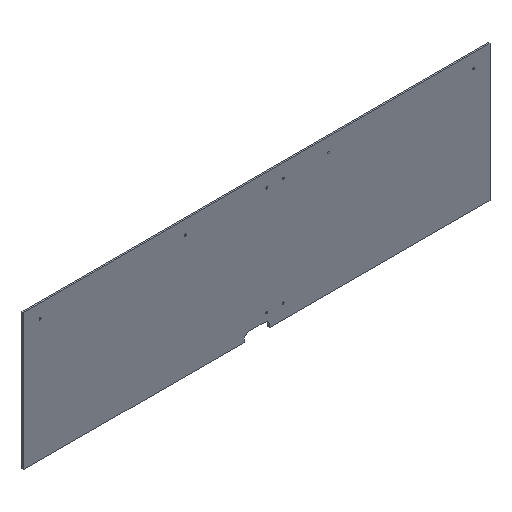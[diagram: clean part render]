
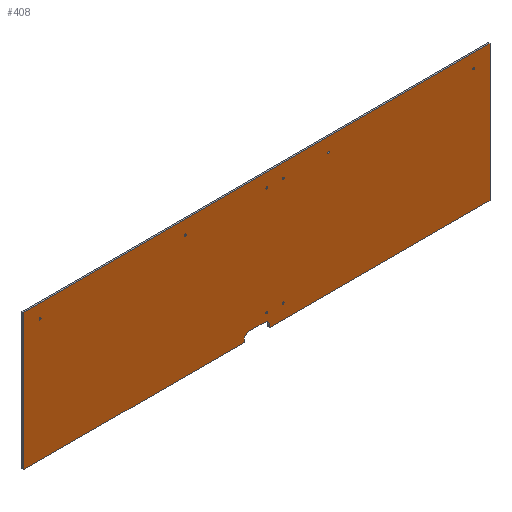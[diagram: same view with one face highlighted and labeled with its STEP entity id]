
A CAD part, isometric view. The second image highlights one B-rep face of the part: STEP entity #408.
In plain terms, the highlighted planar face has unit normal (0, -1, 0).
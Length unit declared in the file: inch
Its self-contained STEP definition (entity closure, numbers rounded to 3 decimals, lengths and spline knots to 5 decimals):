
#23=LINE('',#643,#49);
#26=LINE('',#648,#52);
#28=LINE('',#655,#54);
#31=LINE('',#663,#57);
#33=LINE('',#667,#59);
#35=LINE('',#671,#61);
#37=LINE('',#675,#63);
#39=LINE('',#678,#65);
#49=VECTOR('',#536,39.37008);
#52=VECTOR('',#541,39.37008);
#54=VECTOR('',#549,39.37008);
#57=VECTOR('',#558,39.37008);
#59=VECTOR('',#562,39.37008);
#61=VECTOR('',#566,39.37008);
#63=VECTOR('',#570,39.37008);
#65=VECTOR('',#574,39.37008);
#75=PLANE('',#468);
#92=FACE_BOUND('',#156,.T.);
#93=FACE_BOUND('',#157,.T.);
#94=FACE_BOUND('',#158,.T.);
#95=FACE_BOUND('',#159,.T.);
#96=FACE_BOUND('',#160,.T.);
#97=FACE_BOUND('',#161,.T.);
#98=FACE_BOUND('',#162,.T.);
#99=FACE_BOUND('',#163,.T.);
#119=FACE_OUTER_BOUND('',#155,.T.);
#155=EDGE_LOOP('',(#340,#341,#342,#343,#344,#345,#346,#347,#348,#349));
#156=EDGE_LOOP('',(#350));
#157=EDGE_LOOP('',(#351));
#158=EDGE_LOOP('',(#352));
#159=EDGE_LOOP('',(#353));
#160=EDGE_LOOP('',(#354));
#161=EDGE_LOOP('',(#355));
#162=EDGE_LOOP('',(#356));
#163=EDGE_LOOP('',(#357));
#165=CIRCLE('',#431,0.125);
#167=CIRCLE('',#434,0.125);
#169=CIRCLE('',#437,0.125);
#171=CIRCLE('',#440,0.125);
#173=CIRCLE('',#443,0.125);
#175=CIRCLE('',#446,0.125);
#177=CIRCLE('',#449,0.125);
#179=CIRCLE('',#452,0.125);
#182=CIRCLE('',#459,0.75);
#183=CIRCLE('',#462,0.75);
#185=VERTEX_POINT('',#581);
#187=VERTEX_POINT('',#586);
#189=VERTEX_POINT('',#591);
#191=VERTEX_POINT('',#596);
#193=VERTEX_POINT('',#601);
#195=VERTEX_POINT('',#606);
#197=VERTEX_POINT('',#611);
#199=VERTEX_POINT('',#616);
#210=VERTEX_POINT('',#640);
#211=VERTEX_POINT('',#642);
#212=VERTEX_POINT('',#646);
#213=VERTEX_POINT('',#650);
#214=VERTEX_POINT('',#654);
#215=VERTEX_POINT('',#658);
#216=VERTEX_POINT('',#662);
#217=VERTEX_POINT('',#666);
#218=VERTEX_POINT('',#670);
#219=VERTEX_POINT('',#674);
#221=EDGE_CURVE('',#185,#185,#165,.T.);
#223=EDGE_CURVE('',#187,#187,#167,.T.);
#225=EDGE_CURVE('',#189,#189,#169,.T.);
#227=EDGE_CURVE('',#191,#191,#171,.T.);
#229=EDGE_CURVE('',#193,#193,#173,.T.);
#231=EDGE_CURVE('',#195,#195,#175,.T.);
#233=EDGE_CURVE('',#197,#197,#177,.T.);
#235=EDGE_CURVE('',#199,#199,#179,.T.);
#247=EDGE_CURVE('',#211,#210,#23,.T.);
#250=EDGE_CURVE('',#212,#211,#26,.T.);
#251=EDGE_CURVE('',#213,#212,#182,.T.);
#253=EDGE_CURVE('',#213,#214,#28,.T.);
#255=EDGE_CURVE('',#215,#214,#183,.T.);
#257=EDGE_CURVE('',#215,#216,#31,.T.);
#259=EDGE_CURVE('',#217,#216,#33,.T.);
#261=EDGE_CURVE('',#217,#218,#35,.T.);
#263=EDGE_CURVE('',#218,#219,#37,.T.);
#265=EDGE_CURVE('',#210,#219,#39,.T.);
#340=ORIENTED_EDGE('',*,*,#253,.F.);
#341=ORIENTED_EDGE('',*,*,#251,.T.);
#342=ORIENTED_EDGE('',*,*,#250,.T.);
#343=ORIENTED_EDGE('',*,*,#247,.T.);
#344=ORIENTED_EDGE('',*,*,#265,.T.);
#345=ORIENTED_EDGE('',*,*,#263,.F.);
#346=ORIENTED_EDGE('',*,*,#261,.F.);
#347=ORIENTED_EDGE('',*,*,#259,.T.);
#348=ORIENTED_EDGE('',*,*,#257,.F.);
#349=ORIENTED_EDGE('',*,*,#255,.T.);
#350=ORIENTED_EDGE('',*,*,#221,.T.);
#351=ORIENTED_EDGE('',*,*,#223,.T.);
#352=ORIENTED_EDGE('',*,*,#225,.T.);
#353=ORIENTED_EDGE('',*,*,#227,.T.);
#354=ORIENTED_EDGE('',*,*,#229,.T.);
#355=ORIENTED_EDGE('',*,*,#231,.T.);
#356=ORIENTED_EDGE('',*,*,#233,.T.);
#357=ORIENTED_EDGE('',*,*,#235,.T.);
#408=ADVANCED_FACE('',(#119,#92,#93,#94,#95,#96,#97,#98,#99),#75,.T.);
#431=AXIS2_PLACEMENT_3D('',#582,#475,#476);
#434=AXIS2_PLACEMENT_3D('',#587,#481,#482);
#437=AXIS2_PLACEMENT_3D('',#592,#487,#488);
#440=AXIS2_PLACEMENT_3D('',#597,#493,#494);
#443=AXIS2_PLACEMENT_3D('',#602,#499,#500);
#446=AXIS2_PLACEMENT_3D('',#607,#505,#506);
#449=AXIS2_PLACEMENT_3D('',#612,#511,#512);
#452=AXIS2_PLACEMENT_3D('',#617,#517,#518);
#459=AXIS2_PLACEMENT_3D('',#651,#544,#545);
#462=AXIS2_PLACEMENT_3D('',#659,#553,#554);
#468=AXIS2_PLACEMENT_3D('',#679,#575,#576);
#475=DIRECTION('center_axis',(0.,1.,0.));
#476=DIRECTION('ref_axis',(0.,0.,-1.));
#481=DIRECTION('center_axis',(0.,1.,0.));
#482=DIRECTION('ref_axis',(0.,0.,-1.));
#487=DIRECTION('center_axis',(0.,1.,0.));
#488=DIRECTION('ref_axis',(0.,0.,-1.));
#493=DIRECTION('center_axis',(0.,1.,0.));
#494=DIRECTION('ref_axis',(0.,0.,-1.));
#499=DIRECTION('center_axis',(0.,1.,0.));
#500=DIRECTION('ref_axis',(0.,0.,-1.));
#505=DIRECTION('center_axis',(0.,1.,0.));
#506=DIRECTION('ref_axis',(0.,0.,-1.));
#511=DIRECTION('center_axis',(0.,1.,0.));
#512=DIRECTION('ref_axis',(0.,0.,-1.));
#517=DIRECTION('center_axis',(0.,1.,0.));
#518=DIRECTION('ref_axis',(0.,0.,-1.));
#536=DIRECTION('',(1.,0.,0.));
#541=DIRECTION('',(0.,0.,-1.));
#544=DIRECTION('center_axis',(0.,1.,0.));
#545=DIRECTION('ref_axis',(0.,0.,1.));
#549=DIRECTION('',(-1.,0.,0.));
#553=DIRECTION('center_axis',(0.,1.,0.));
#554=DIRECTION('ref_axis',(0.,0.,-1.));
#558=DIRECTION('',(0.,0.,-1.));
#562=DIRECTION('',(1.,0.,0.));
#566=DIRECTION('',(0.,0.,1.));
#570=DIRECTION('',(1.,0.,0.));
#574=DIRECTION('',(0.,0.,1.));
#575=DIRECTION('center_axis',(0.,-1.,0.));
#576=DIRECTION('ref_axis',(0.,0.,-1.));
#581=CARTESIAN_POINT('',(2.25,-0.25,16.75));
#582=CARTESIAN_POINT('Origin',(2.25,-0.25,16.875));
#586=CARTESIAN_POINT('',(22.25,-0.25,16.75));
#587=CARTESIAN_POINT('Origin',(22.25,-0.25,16.875));
#591=CARTESIAN_POINT('',(33.5,-0.25,16.75));
#592=CARTESIAN_POINT('Origin',(33.5,-0.25,16.875));
#596=CARTESIAN_POINT('',(35.75,-0.25,16.75));
#597=CARTESIAN_POINT('Origin',(35.75,-0.25,16.875));
#601=CARTESIAN_POINT('',(42.,-0.25,16.75));
#602=CARTESIAN_POINT('Origin',(42.,-0.25,16.875));
#606=CARTESIAN_POINT('',(62.,-0.25,16.75));
#607=CARTESIAN_POINT('Origin',(62.,-0.25,16.875));
#611=CARTESIAN_POINT('',(35.75,-0.25,1.875));
#612=CARTESIAN_POINT('Origin',(35.75,-0.25,2.));
#616=CARTESIAN_POINT('',(33.5,-0.25,1.875));
#617=CARTESIAN_POINT('Origin',(33.5,-0.25,2.));
#640=CARTESIAN_POINT('',(64.25,-0.25,0.));
#642=CARTESIAN_POINT('',(33.875,-0.25,0.));
#643=CARTESIAN_POINT('',(32.125,-0.25,0.));
#646=CARTESIAN_POINT('',(33.875,-0.25,0.25));
#648=CARTESIAN_POINT('',(33.875,-0.25,0.5));
#650=CARTESIAN_POINT('',(33.125,-0.25,1.));
#651=CARTESIAN_POINT('Origin',(33.125,-0.25,0.25));
#654=CARTESIAN_POINT('',(31.125,-0.25,1.));
#655=CARTESIAN_POINT('',(32.23537,-0.25,1.));
#658=CARTESIAN_POINT('',(30.375,-0.25,0.25));
#659=CARTESIAN_POINT('Origin',(31.125,-0.25,0.25));
#662=CARTESIAN_POINT('',(30.375,-0.25,0.));
#663=CARTESIAN_POINT('',(30.375,-0.25,0.5));
#666=CARTESIAN_POINT('',(0.,-0.25,0.));
#667=CARTESIAN_POINT('',(32.125,-0.25,0.));
#670=CARTESIAN_POINT('',(0.,-0.25,18.75));
#671=CARTESIAN_POINT('',(0.,-0.25,9.375));
#674=CARTESIAN_POINT('',(64.25,-0.25,18.75));
#675=CARTESIAN_POINT('',(32.125,-0.25,18.75));
#678=CARTESIAN_POINT('',(64.25,-0.25,9.375));
#679=CARTESIAN_POINT('Origin',(32.125,-0.25,9.375));
